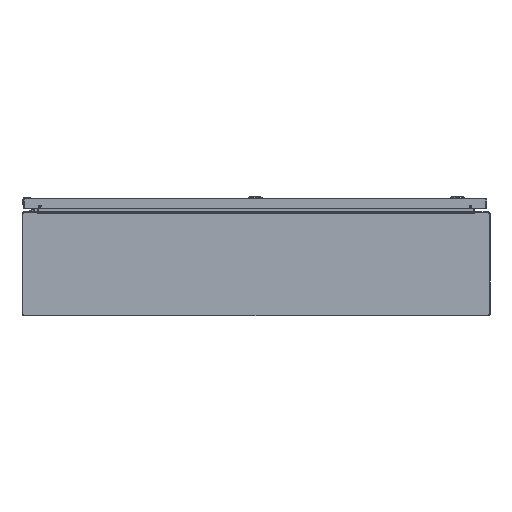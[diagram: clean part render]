
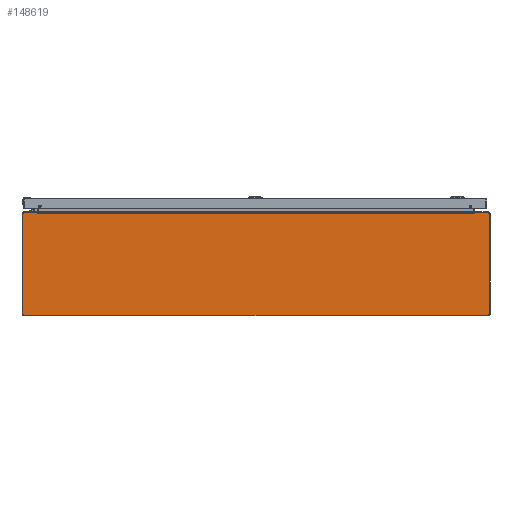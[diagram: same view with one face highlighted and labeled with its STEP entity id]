
A CAD part, front view. The second image highlights one B-rep face of the part: STEP entity #148619.
In plain terms, the highlighted planar face has unit normal (0, -1, 0).
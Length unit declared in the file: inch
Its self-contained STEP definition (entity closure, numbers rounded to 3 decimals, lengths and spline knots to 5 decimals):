
#2064 = VECTOR ( 'NONE', #204043, 39.37008 ) ;
#5504 = CIRCLE ( 'NONE', #197697, 0.08 ) ;
#6253 = VERTEX_POINT ( 'NONE', #125628 ) ;
#7304 = DIRECTION ( 'NONE',  ( 0.174, 0., -0.985 ) ) ;
#9170 = EDGE_CURVE ( 'NONE', #174374, #162636, #216836, .T. ) ;
#10574 = CARTESIAN_POINT ( 'NONE',  ( 0., -18., 3.937 ) ) ;
#11754 = DIRECTION ( 'NONE',  ( 0., 1., 0. ) ) ;
#12177 = CARTESIAN_POINT ( 'NONE',  ( -17.937, -18., 3.857 ) ) ;
#15149 = CARTESIAN_POINT ( 'NONE',  ( 16.81836, -18., 3.91 ) ) ;
#15633 = VECTOR ( 'NONE', #95524, 39.37008 ) ;
#15713 = VERTEX_POINT ( 'NONE', #12177 ) ;
#16126 = ORIENTED_EDGE ( 'NONE', *, *, #188882, .F. ) ;
#17443 = AXIS2_PLACEMENT_3D ( 'NONE', #71102, #107060, #88471 ) ;
#19312 = DIRECTION ( 'NONE',  ( 0., 0., -1. ) ) ;
#21472 = VERTEX_POINT ( 'NONE', #172283 ) ;
#26169 = VECTOR ( 'NONE', #55968, 39.37008 ) ;
#27387 = CARTESIAN_POINT ( 'NONE',  ( 0., -18., 3.937 ) ) ;
#30234 = DIRECTION ( 'NONE',  ( -1., 0., 0. ) ) ;
#35340 = CARTESIAN_POINT ( 'NONE',  ( 16.82312, -18., 3.937 ) ) ;
#36743 = CARTESIAN_POINT ( 'NONE',  ( -16.8136, -18., 3.883 ) ) ;
#37523 = CARTESIAN_POINT ( 'NONE',  ( -16.81836, -18., 3.91 ) ) ;
#39774 = LINE ( 'NONE', #37523, #106891 ) ;
#39804 = LINE ( 'NONE', #145130, #96241 ) ;
#41202 = DIRECTION ( 'NONE',  ( 0., 1., 0. ) ) ;
#44855 = ORIENTED_EDGE ( 'NONE', *, *, #177163, .T. ) ;
#46435 = LINE ( 'NONE', #10574, #189186 ) ;
#47571 = CARTESIAN_POINT ( 'NONE',  ( 0., -18., 3.883 ) ) ;
#48377 = ORIENTED_EDGE ( 'NONE', *, *, #145714, .F. ) ;
#55968 = DIRECTION ( 'NONE',  ( -1., 0., 0. ) ) ;
#57050 = AXIS2_PLACEMENT_3D ( 'NONE', #143212, #213894, #165228 ) ;
#57479 = VERTEX_POINT ( 'NONE', #36743 ) ;
#58230 = CIRCLE ( 'NONE', #169292, 0.08 ) ;
#59727 = CARTESIAN_POINT ( 'NONE',  ( 17.857, -18., 3.857 ) ) ;
#61160 = VERTEX_POINT ( 'NONE', #64716 ) ;
#63214 = LINE ( 'NONE', #27387, #15633 ) ;
#64599 = CARTESIAN_POINT ( 'NONE',  ( 16.80579, -18., 3.883 ) ) ;
#64716 = CARTESIAN_POINT ( 'NONE',  ( 16.798, -18., 3.883 ) ) ;
#67916 = CARTESIAN_POINT ( 'NONE',  ( 17.937, -18., 3.857 ) ) ;
#69421 = CARTESIAN_POINT ( 'NONE',  ( -17.857, -18., 3.857 ) ) ;
#70811 = CARTESIAN_POINT ( 'NONE',  ( 17.937, -18., -3.857 ) ) ;
#71102 = CARTESIAN_POINT ( 'NONE',  ( 0., -18., 0. ) ) ;
#75462 = CARTESIAN_POINT ( 'NONE',  ( 17.857, -18., 3.937 ) ) ;
#75985 = FACE_OUTER_BOUND ( 'NONE', #210986, .T. ) ;
#77715 = ORIENTED_EDGE ( 'NONE', *, *, #138139, .F. ) ;
#80999 = DIRECTION ( 'NONE',  ( 1., 0., 0. ) ) ;
#81173 = CARTESIAN_POINT ( 'NONE',  ( 17.937, -18., 0. ) ) ;
#82156 = DIRECTION ( 'NONE',  ( 0., 0., -1. ) ) ;
#88471 = DIRECTION ( 'NONE',  ( 0., 0., -1. ) ) ;
#95524 = DIRECTION ( 'NONE',  ( 1., 0., 0. ) ) ;
#96241 = VECTOR ( 'NONE', #182216, 39.37008 ) ;
#101100 = CARTESIAN_POINT ( 'NONE',  ( -16.82312, -18., 3.937 ) ) ;
#103024 = LINE ( 'NONE', #15149, #134893 ) ;
#106322 = DIRECTION ( 'NONE',  ( 1., 0., 0. ) ) ;
#106891 = VECTOR ( 'NONE', #7304, 39.37008 ) ;
#106986 = ORIENTED_EDGE ( 'NONE', *, *, #218002, .F. ) ;
#107060 = DIRECTION ( 'NONE',  ( 0., -1., 0. ) ) ;
#108351 = CARTESIAN_POINT ( 'NONE',  ( -17.857, -18., -3.857 ) ) ;
#114715 = ORIENTED_EDGE ( 'NONE', *, *, #214633, .F. ) ;
#115029 = ORIENTED_EDGE ( 'NONE', *, *, #175575, .T. ) ;
#115198 = EDGE_CURVE ( 'NONE', #145295, #124939, #63214, .T. ) ;
#115930 = ORIENTED_EDGE ( 'NONE', *, *, #174210, .F. ) ;
#119776 = CIRCLE ( 'NONE', #57050, 0.08 ) ;
#120240 = AXIS2_PLACEMENT_3D ( 'NONE', #59727, #41202, #203227 ) ;
#122027 = CARTESIAN_POINT ( 'NONE',  ( 17.857, -18., -3.937 ) ) ;
#122878 = CARTESIAN_POINT ( 'NONE',  ( -16.798, -18., 3.883 ) ) ;
#124939 = VERTEX_POINT ( 'NONE', #75462 ) ;
#125628 = CARTESIAN_POINT ( 'NONE',  ( 16.8136, -18., 3.883 ) ) ;
#129377 = EDGE_CURVE ( 'NONE', #162636, #21472, #58230, .T. ) ;
#134893 = VECTOR ( 'NONE', #207229, 39.37008 ) ;
#135134 = CIRCLE ( 'NONE', #120240, 0.08 ) ;
#137491 = DIRECTION ( 'NONE',  ( -1., 0., 0. ) ) ;
#138139 = EDGE_CURVE ( 'NONE', #221966, #57479, #39774, .T. ) ;
#138242 = CARTESIAN_POINT ( 'NONE',  ( -17.857, -18., -3.937 ) ) ;
#138371 = VERTEX_POINT ( 'NONE', #122878 ) ;
#143212 = CARTESIAN_POINT ( 'NONE',  ( 17.857, -18., -3.857 ) ) ;
#143333 = LINE ( 'NONE', #215144, #207082 ) ;
#144452 = PLANE ( 'NONE',  #17443 ) ;
#145130 = CARTESIAN_POINT ( 'NONE',  ( -17.937, -18., 0. ) ) ;
#145295 = VERTEX_POINT ( 'NONE', #35340 ) ;
#145714 = EDGE_CURVE ( 'NONE', #15713, #148044, #5504, .T. ) ;
#148044 = VERTEX_POINT ( 'NONE', #183518 ) ;
#148619 = ADVANCED_FACE ( 'NONE', ( #75985 ), #144452, .T. ) ;
#157073 = EDGE_CURVE ( 'NONE', #194962, #174374, #119776, .T. ) ;
#162636 = VERTEX_POINT ( 'NONE', #138242 ) ;
#165228 = DIRECTION ( 'NONE',  ( 0., 0., -1. ) ) ;
#165996 = EDGE_CURVE ( 'NONE', #6253, #61160, #225504, .T. ) ;
#168895 = ORIENTED_EDGE ( 'NONE', *, *, #9170, .F. ) ;
#169292 = AXIS2_PLACEMENT_3D ( 'NONE', #108351, #177910, #19312 ) ;
#172283 = CARTESIAN_POINT ( 'NONE',  ( -17.937, -18., -3.857 ) ) ;
#172603 = VERTEX_POINT ( 'NONE', #67916 ) ;
#172967 = ORIENTED_EDGE ( 'NONE', *, *, #210800, .F. ) ;
#174210 = EDGE_CURVE ( 'NONE', #124939, #172603, #135134, .T. ) ;
#174374 = VERTEX_POINT ( 'NONE', #122027 ) ;
#175575 = EDGE_CURVE ( 'NONE', #145295, #6253, #103024, .T. ) ;
#177163 = EDGE_CURVE ( 'NONE', #61160, #138371, #206115, .T. ) ;
#177910 = DIRECTION ( 'NONE',  ( 0., 1., 0. ) ) ;
#182216 = DIRECTION ( 'NONE',  ( 0., 0., 1. ) ) ;
#183518 = CARTESIAN_POINT ( 'NONE',  ( -17.857, -18., 3.937 ) ) ;
#183874 = VECTOR ( 'NONE', #30234, 39.37008 ) ;
#185587 = LINE ( 'NONE', #81173, #2064 ) ;
#188882 = EDGE_CURVE ( 'NONE', #21472, #15713, #39804, .T. ) ;
#189186 = VECTOR ( 'NONE', #80999, 39.37008 ) ;
#194962 = VERTEX_POINT ( 'NONE', #70811 ) ;
#197649 = ORIENTED_EDGE ( 'NONE', *, *, #165996, .T. ) ;
#197697 = AXIS2_PLACEMENT_3D ( 'NONE', #69421, #11754, #82156 ) ;
#200581 = CARTESIAN_POINT ( 'NONE',  ( 0., -18., -3.937 ) ) ;
#203227 = DIRECTION ( 'NONE',  ( 0., 0., -1. ) ) ;
#204043 = DIRECTION ( 'NONE',  ( 0., 0., -1. ) ) ;
#206115 = LINE ( 'NONE', #47571, #183874 ) ;
#207082 = VECTOR ( 'NONE', #106322, 39.37008 ) ;
#207229 = DIRECTION ( 'NONE',  ( -0.174, 0., -0.985 ) ) ;
#207915 = VECTOR ( 'NONE', #137491, 39.37008 ) ;
#210800 = EDGE_CURVE ( 'NONE', #148044, #221966, #46435, .T. ) ;
#210986 = EDGE_LOOP ( 'NONE', ( #172967, #48377, #16126, #214078, #168895, #223463, #114715, #115930, #221149, #115029, #197649, #44855, #106986, #77715 ) ) ;
#213894 = DIRECTION ( 'NONE',  ( 0., 1., 0. ) ) ;
#214078 = ORIENTED_EDGE ( 'NONE', *, *, #129377, .F. ) ;
#214633 = EDGE_CURVE ( 'NONE', #172603, #194962, #185587, .T. ) ;
#215144 = CARTESIAN_POINT ( 'NONE',  ( -16.80579, -18., 3.883 ) ) ;
#216836 = LINE ( 'NONE', #200581, #26169 ) ;
#218002 = EDGE_CURVE ( 'NONE', #57479, #138371, #143333, .T. ) ;
#221149 = ORIENTED_EDGE ( 'NONE', *, *, #115198, .F. ) ;
#221966 = VERTEX_POINT ( 'NONE', #101100 ) ;
#223463 = ORIENTED_EDGE ( 'NONE', *, *, #157073, .F. ) ;
#225504 = LINE ( 'NONE', #64599, #207915 ) ;
